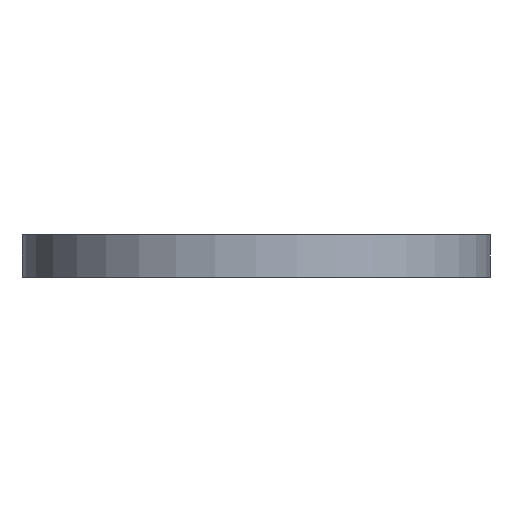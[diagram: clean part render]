
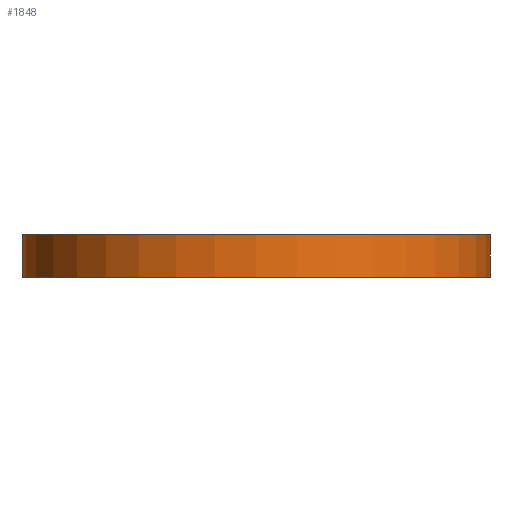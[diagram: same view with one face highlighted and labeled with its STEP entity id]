
A CAD part, front view. The second image highlights one B-rep face of the part: STEP entity #1848.
In plain terms, the highlighted cylindrical face has radius 50 mm (diameter 100 mm), a partial arc.
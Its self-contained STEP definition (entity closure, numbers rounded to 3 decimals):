
#151=CIRCLE('',#2063,50.);
#152=CIRCLE('',#2064,50.);
#211=CYLINDRICAL_SURFACE('',#2062,50.);
#299=FACE_OUTER_BOUND('',#391,.T.);
#391=EDGE_LOOP('',(#1528,#1529,#1530,#1531));
#573=LINE('',#3158,#729);
#574=LINE('',#3164,#730);
#729=VECTOR('',#2610,10.);
#730=VECTOR('',#2617,10.);
#908=VERTEX_POINT('',#3154);
#909=VERTEX_POINT('',#3156);
#910=VERTEX_POINT('',#3160);
#911=VERTEX_POINT('',#3162);
#1173=EDGE_CURVE('',#908,#909,#573,.T.);
#1174=EDGE_CURVE('',#910,#908,#151,.T.);
#1175=EDGE_CURVE('',#911,#909,#152,.T.);
#1176=EDGE_CURVE('',#910,#911,#574,.T.);
#1528=ORIENTED_EDGE('',*,*,#1174,.T.);
#1529=ORIENTED_EDGE('',*,*,#1173,.T.);
#1530=ORIENTED_EDGE('',*,*,#1175,.F.);
#1531=ORIENTED_EDGE('',*,*,#1176,.F.);
#1848=ADVANCED_FACE('',(#299),#211,.T.);
#2062=AXIS2_PLACEMENT_3D('',#3159,#2611,#2612);
#2063=AXIS2_PLACEMENT_3D('',#3161,#2613,#2614);
#2064=AXIS2_PLACEMENT_3D('',#3163,#2615,#2616);
#2610=DIRECTION('',(0.,0.,1.));
#2611=DIRECTION('center_axis',(0.,0.,1.));
#2612=DIRECTION('ref_axis',(-1.,0.,0.));
#2613=DIRECTION('center_axis',(0.,0.,1.));
#2614=DIRECTION('ref_axis',(-1.,0.,0.));
#2615=DIRECTION('center_axis',(0.,0.,1.));
#2616=DIRECTION('ref_axis',(-1.,0.,0.));
#2617=DIRECTION('',(0.,0.,1.));
#3154=CARTESIAN_POINT('',(50.,105.,0.));
#3156=CARTESIAN_POINT('',(50.,105.,9.));
#3158=CARTESIAN_POINT('',(50.,105.,0.));
#3159=CARTESIAN_POINT('Origin',(0.,105.,0.));
#3160=CARTESIAN_POINT('',(-50.,105.,0.));
#3161=CARTESIAN_POINT('Origin',(0.,105.,0.));
#3162=CARTESIAN_POINT('',(-50.,105.,9.));
#3163=CARTESIAN_POINT('Origin',(0.,105.,9.));
#3164=CARTESIAN_POINT('',(-50.,105.,0.));
